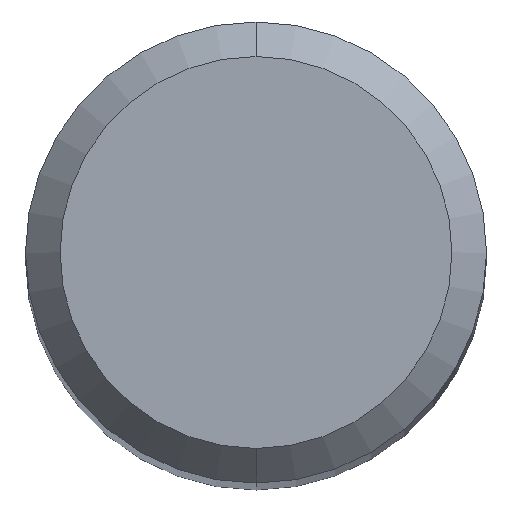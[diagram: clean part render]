
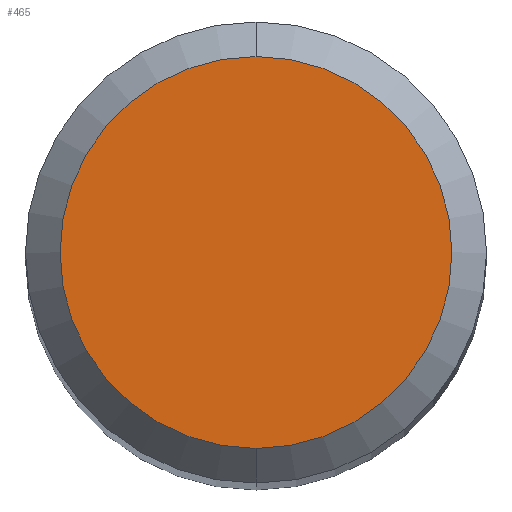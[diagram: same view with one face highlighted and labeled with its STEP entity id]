
A CAD part, top view. The second image highlights one B-rep face of the part: STEP entity #465.
In plain terms, the highlighted planar face has unit normal (0, 0, 1).
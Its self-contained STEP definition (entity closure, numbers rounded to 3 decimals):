
#415=EDGE_CURVE('',#553,#707,#1087,.T.);
#465=ADVANCED_FACE('',(#1142),#1143,.T.);
#553=VERTEX_POINT('',#1235);
#707=VERTEX_POINT('',#1403);
#877=EDGE_CURVE('',#707,#553,#1592,.T.);
#1087=CIRCLE('',#2078,1.7);
#1142=FACE_OUTER_BOUND('',#2336,.T.);
#1143=PLANE('',#2337);
#1235=CARTESIAN_POINT('',(0.,-1.7,0.0));
#1403=CARTESIAN_POINT('',(0.0,1.7,0.0));
#1592=CIRCLE('',#3958,1.7);
#2078=AXIS2_PLACEMENT_3D('',#4484,#4485,#4486);
#2336=EDGE_LOOP('',(#4540,#4541));
#2337=AXIS2_PLACEMENT_3D('',#4542,#4543,#4544);
#3958=AXIS2_PLACEMENT_3D('',#5057,#5058,#5059);
#4484=CARTESIAN_POINT('',(0.0,0.0,0.0));
#4485=DIRECTION('',(0.0,0.0,-1.0));
#4486=DIRECTION('',(0.0,1.0,0.0));
#4540=ORIENTED_EDGE('',*,*,#877,.F.);
#4541=ORIENTED_EDGE('',*,*,#415,.F.);
#4542=CARTESIAN_POINT('',(0.0,0.85,0.0));
#4543=DIRECTION('',(-0.0,0.0,1.0));
#4544=DIRECTION('',(0.0,-1.0,0.0));
#5057=CARTESIAN_POINT('',(0.0,0.0,0.0));
#5058=DIRECTION('',(0.0,0.0,-1.0));
#5059=DIRECTION('',(0.0,1.0,0.0));
